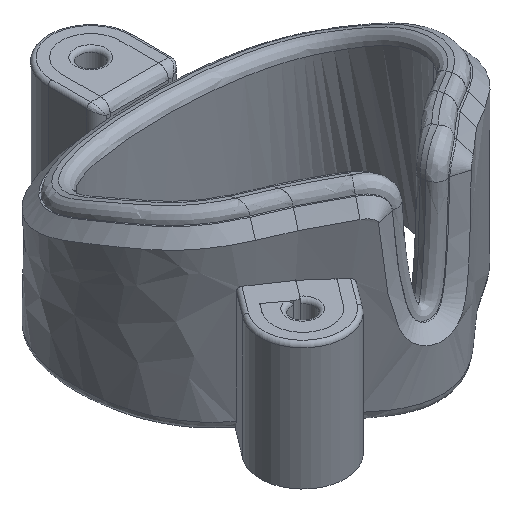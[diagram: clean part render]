
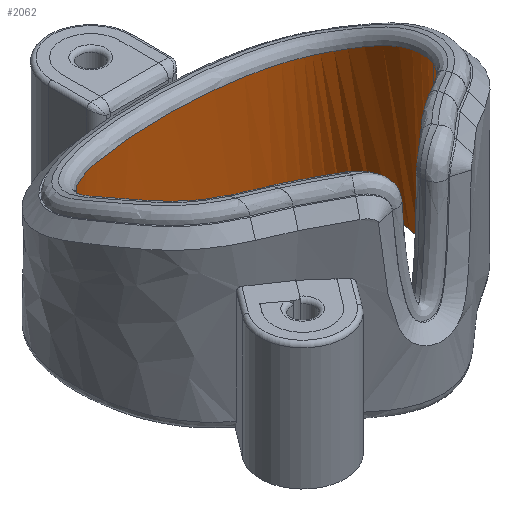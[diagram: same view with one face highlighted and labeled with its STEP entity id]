
A CAD part, isometric view. The second image highlights one B-rep face of the part: STEP entity #2062.
In plain terms, the highlighted free-form (B-spline) face has degree [3, 1] with [19, 2] control points.
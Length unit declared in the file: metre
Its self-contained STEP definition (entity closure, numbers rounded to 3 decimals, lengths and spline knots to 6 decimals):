
#257=B_SPLINE_CURVE_WITH_KNOTS('',3,(#5456,#5457,#5458,#5459,#5460,#5461,
#5462,#5463,#5464,#5465,#5466,#5467,#5468,#5469,#5470,#5471,#5472,#5473,
#5474,#5475,#5476,#5477,#5478,#5479,#5480,#5481,#5482,#5483,#5484,#5485),
 .UNSPECIFIED.,.F.,.F.,(4,1,1,1,1,1,1,1,1,1,1,1,1,1,1,1,1,1,1,1,1,1,1,1,
1,1,1,4),(0.,0.001838,0.003675,0.00735,
0.009188,0.011026,0.012863,0.014701,
0.016538,0.018376,0.020214,0.022051,
0.025726,0.029402,0.033077,0.036752,
0.03859,0.040427,0.042265,0.044102,
0.04594,0.047777,0.049615,0.051453,
0.05329,0.055128,0.056965,0.058803),
 .UNSPECIFIED.);
#258=B_SPLINE_CURVE_WITH_KNOTS('',3,(#5489,#5490,#5491,#5492,#5493,#5494,
#5495,#5496,#5497,#5498,#5499,#5500,#5501),.UNSPECIFIED.,.T.,.F.,(1,3,1,
1,1,1,1,1,1,1,1,3,1),(-0.123861,0.,0.123861,0.216091,
0.308321,0.401805,0.5,0.598195,0.691679,
0.783909,0.876139,1.,1.123861),.UNSPECIFIED.);
#728=ORIENTED_EDGE('',*,*,#1154,.F.);
#729=ORIENTED_EDGE('',*,*,#1155,.T.);
#730=ORIENTED_EDGE('',*,*,#1156,.T.);
#731=ORIENTED_EDGE('',*,*,#1157,.F.);
#1154=EDGE_CURVE('',#1390,#1391,#1536,.T.);
#1155=EDGE_CURVE('',#1390,#1392,#257,.T.);
#1156=EDGE_CURVE('',#1392,#1393,#1537,.T.);
#1157=EDGE_CURVE('',#1391,#1393,#258,.T.);
#1390=VERTEX_POINT('',#5454);
#1391=VERTEX_POINT('',#5455);
#1392=VERTEX_POINT('',#5486);
#1393=VERTEX_POINT('',#5488);
#1536=LINE('',#5453,#1651);
#1537=LINE('',#5487,#1652);
#1651=VECTOR('',#2518,1.);
#1652=VECTOR('',#2519,1.);
#1768=EDGE_LOOP('',(#728,#729,#730,#731));
#1898=FACE_BOUND('',#1768,.T.);
#1973=B_SPLINE_SURFACE_WITH_KNOTS('',3,1,((#5415,#5416),(#5417,#5418),(#5419,
#5420),(#5421,#5422),(#5423,#5424),(#5425,#5426),(#5427,#5428),(#5429,#5430),
(#5431,#5432),(#5433,#5434),(#5435,#5436),(#5437,#5438),(#5439,#5440),(#5441,
#5442),(#5443,#5444),(#5445,#5446),(#5447,#5448),(#5449,#5450),(#5451,#5452)),
 .SURF_OF_LINEAR_EXTRUSION.,.F.,.F.,.F.,(4,1,1,1,1,1,1,1,1,1,1,1,1,1,1,
1,4),(2,2),(0.673805,0.714579,0.755353,0.796128,
0.836902,0.877677,0.918451,0.959226,
1.,1.040774,1.081549,1.122323,1.163098,
1.203872,1.244647,1.285421,1.326195),(0.,
1.),.UNSPECIFIED.);
#2062=ADVANCED_FACE('',(#1898),#1973,.T.);
#2518=DIRECTION('',(0.,0.,-1.));
#2519=DIRECTION('',(0.,0.,-1.));
#5415=CARTESIAN_POINT('',(0.01117,-0.005298,0.017938));
#5416=CARTESIAN_POINT('',(0.01117,-0.005298,0.));
#5417=CARTESIAN_POINT('',(0.011899,-0.004672,0.017938));
#5418=CARTESIAN_POINT('',(0.011899,-0.004672,0.));
#5419=CARTESIAN_POINT('',(0.01311,-0.003165,0.017938));
#5420=CARTESIAN_POINT('',(0.01311,-0.003165,0.));
#5421=CARTESIAN_POINT('',(0.014092,-0.000154,0.017938));
#5422=CARTESIAN_POINT('',(0.014092,-0.000154,0.));
#5423=CARTESIAN_POINT('',(0.014374,0.003124,0.017938));
#5424=CARTESIAN_POINT('',(0.014374,0.003124,0.));
#5425=CARTESIAN_POINT('',(0.013899,0.006284,0.017938));
#5426=CARTESIAN_POINT('',(0.013899,0.006284,0.));
#5427=CARTESIAN_POINT('',(0.012226,0.008917,0.017938));
#5428=CARTESIAN_POINT('',(0.012226,0.008917,0.));
#5429=CARTESIAN_POINT('',(0.009003,0.010633,0.017938));
#5430=CARTESIAN_POINT('',(0.009003,0.010633,0.));
#5431=CARTESIAN_POINT('',(0.004758,0.011568,0.017938));
#5432=CARTESIAN_POINT('',(0.004758,0.011568,0.));
#5433=CARTESIAN_POINT('',(0.,0.011838,0.017938));
#5434=CARTESIAN_POINT('',(0.,0.011838,0.));
#5435=CARTESIAN_POINT('',(-0.004758,0.011568,0.017938));
#5436=CARTESIAN_POINT('',(-0.004758,0.011568,0.));
#5437=CARTESIAN_POINT('',(-0.009003,0.010633,0.017938));
#5438=CARTESIAN_POINT('',(-0.009003,0.010633,0.));
#5439=CARTESIAN_POINT('',(-0.012226,0.008917,0.017938));
#5440=CARTESIAN_POINT('',(-0.012226,0.008917,0.));
#5441=CARTESIAN_POINT('',(-0.013899,0.006284,0.017938));
#5442=CARTESIAN_POINT('',(-0.013899,0.006284,0.));
#5443=CARTESIAN_POINT('',(-0.014374,0.003124,0.017938));
#5444=CARTESIAN_POINT('',(-0.014374,0.003124,0.));
#5445=CARTESIAN_POINT('',(-0.014092,-0.000154,0.017938));
#5446=CARTESIAN_POINT('',(-0.014092,-0.000154,0.));
#5447=CARTESIAN_POINT('',(-0.01311,-0.003165,0.017938));
#5448=CARTESIAN_POINT('',(-0.01311,-0.003165,0.));
#5449=CARTESIAN_POINT('',(-0.011899,-0.004672,0.017938));
#5450=CARTESIAN_POINT('',(-0.011899,-0.004672,0.));
#5451=CARTESIAN_POINT('',(-0.01117,-0.005298,0.017938));
#5452=CARTESIAN_POINT('',(-0.01117,-0.005298,0.));
#5453=CARTESIAN_POINT('',(0.01117,-0.005298,0.022));
#5454=CARTESIAN_POINT('',(0.01117,-0.005298,0.017831));
#5455=CARTESIAN_POINT('',(0.01117,-0.005298,0.));
#5456=CARTESIAN_POINT('',(0.01117,-0.005298,0.017831));
#5457=CARTESIAN_POINT('',(0.01163,-0.004903,0.017726));
#5458=CARTESIAN_POINT('',(0.012461,-0.004018,0.01748));
#5459=CARTESIAN_POINT('',(0.013592,-0.001929,0.016893));
#5460=CARTESIAN_POINT('',(0.014136,0.000358,0.01618));
#5461=CARTESIAN_POINT('',(0.014283,0.0026,0.015221));
#5462=CARTESIAN_POINT('',(0.014206,0.004232,0.014408));
#5463=CARTESIAN_POINT('',(0.013887,0.005823,0.013557));
#5464=CARTESIAN_POINT('',(0.013222,0.007378,0.012817));
#5465=CARTESIAN_POINT('',(0.012109,0.008753,0.01227));
#5466=CARTESIAN_POINT('',(0.010608,0.009778,0.011924));
#5467=CARTESIAN_POINT('',(0.008935,0.010507,0.011702));
#5468=CARTESIAN_POINT('',(0.006612,0.011186,0.011506));
#5469=CARTESIAN_POINT('',(0.003633,0.011644,0.011382));
#5470=CARTESIAN_POINT('',(-0.000017,0.011801,0.01134));
#5471=CARTESIAN_POINT('',(-0.003668,0.01164,0.011383));
#5472=CARTESIAN_POINT('',(-0.006644,0.011181,0.011508));
#5473=CARTESIAN_POINT('',(-0.008981,0.01049,0.011707));
#5474=CARTESIAN_POINT('',(-0.010636,0.009762,0.011929));
#5475=CARTESIAN_POINT('',(-0.012134,0.008732,0.012278));
#5476=CARTESIAN_POINT('',(-0.013235,0.007354,0.012827));
#5477=CARTESIAN_POINT('',(-0.013893,0.005803,0.013567));
#5478=CARTESIAN_POINT('',(-0.014209,0.004207,0.014421));
#5479=CARTESIAN_POINT('',(-0.014283,0.002587,0.015228));
#5480=CARTESIAN_POINT('',(-0.01417,0.000895,0.015948));
#5481=CARTESIAN_POINT('',(-0.013863,-0.000786,0.01654));
#5482=CARTESIAN_POINT('',(-0.013303,-0.002468,0.017044));
#5483=CARTESIAN_POINT('',(-0.012459,-0.004017,0.01748));
#5484=CARTESIAN_POINT('',(-0.011631,-0.004902,0.017726));
#5485=CARTESIAN_POINT('',(-0.01117,-0.005298,0.017831));
#5486=CARTESIAN_POINT('',(-0.01117,-0.005298,0.017831));
#5487=CARTESIAN_POINT('',(-0.01117,-0.005298,0.022));
#5488=CARTESIAN_POINT('',(-0.01117,-0.005298,0.));
#5489=CARTESIAN_POINT('',(0.,0.011748,0.));
#5490=CARTESIAN_POINT('',(-0.004818,0.011748,0.));
#5491=CARTESIAN_POINT('',(-0.013223,0.010295,0.));
#5492=CARTESIAN_POINT('',(-0.014819,0.002138,0.));
#5493=CARTESIAN_POINT('',(-0.01277,-0.005226,0.));
#5494=CARTESIAN_POINT('',(-0.006216,-0.007894,0.));
#5495=CARTESIAN_POINT('',(0.,-0.015876,0.));
#5496=CARTESIAN_POINT('',(0.006216,-0.007894,0.));
#5497=CARTESIAN_POINT('',(0.01277,-0.005226,0.));
#5498=CARTESIAN_POINT('',(0.014819,0.002138,0.));
#5499=CARTESIAN_POINT('',(0.013223,0.010295,0.));
#5500=CARTESIAN_POINT('',(0.004818,0.011748,0.));
#5501=CARTESIAN_POINT('',(0.,0.011748,0.));
